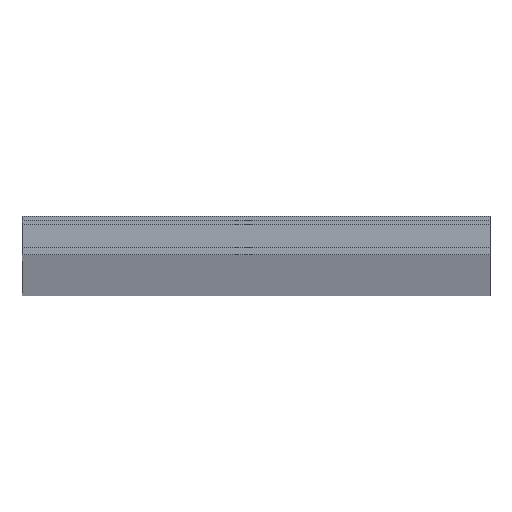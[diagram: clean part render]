
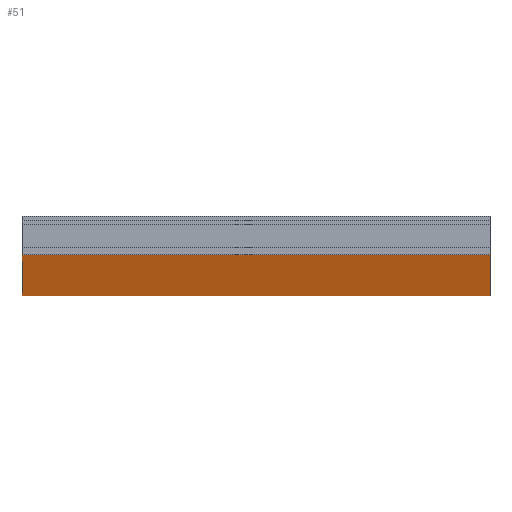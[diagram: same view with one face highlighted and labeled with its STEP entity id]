
A CAD part, top view. The second image highlights one B-rep face of the part: STEP entity #51.
In plain terms, the highlighted planar face has unit normal (0, -1, 0).
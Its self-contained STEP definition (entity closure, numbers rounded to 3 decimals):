
#2 = VERTEX_POINT ( 'NONE', #294 ) ;
#4 = ORIENTED_EDGE ( 'NONE', *, *, #20, .F. ) ;
#5 = EDGE_CURVE ( 'NONE', #23, #2, #249, .T. ) ;
#7 = ORIENTED_EDGE ( 'NONE', *, *, #5, .F. ) ;
#20 = EDGE_CURVE ( 'NONE', #29, #23, #238, .T. ) ;
#23 = VERTEX_POINT ( 'NONE', #282 ) ;
#29 = VERTEX_POINT ( 'NONE', #333 ) ;
#39 = EDGE_CURVE ( 'NONE', #40, #2, #317, .T. ) ;
#40 = VERTEX_POINT ( 'NONE', #329 ) ;
#41 = ORIENTED_EDGE ( 'NONE', *, *, #42, .T. ) ;
#42 = EDGE_CURVE ( 'NONE', #29, #40, #328, .T. ) ;
#44 = EDGE_LOOP ( 'NONE', ( #7, #4, #41, #49 ) ) ;
#49 = ORIENTED_EDGE ( 'NONE', *, *, #39, .T. ) ;
#51 = ADVANCED_FACE ( 'NONE', ( #352 ), #385, .T. ) ;
#235 = DIRECTION ( 'NONE',  ( 0., 0., 1. ) ) ;
#236 = VECTOR ( 'NONE', #235, 1000. ) ;
#237 = CARTESIAN_POINT ( 'NONE',  ( -10., 0., -1000. ) ) ;
#238 = LINE ( 'NONE', #237, #236 ) ;
#249 = LINE ( 'NONE', #276, #275 ) ;
#274 = DIRECTION ( 'NONE',  ( 1., 0., 0. ) ) ;
#275 = VECTOR ( 'NONE', #274, 1000. ) ;
#276 = CARTESIAN_POINT ( 'NONE',  ( -10., 0., 0. ) ) ;
#282 = CARTESIAN_POINT ( 'NONE',  ( -10., 0., 0. ) ) ;
#294 = CARTESIAN_POINT ( 'NONE',  ( 10., 0., 0. ) ) ;
#316 = CARTESIAN_POINT ( 'NONE',  ( 10., 0., -1000. ) ) ;
#317 = LINE ( 'NONE', #316, #331 ) ;
#325 = DIRECTION ( 'NONE',  ( 1., 0., 0. ) ) ;
#326 = VECTOR ( 'NONE', #325, 1000. ) ;
#327 = CARTESIAN_POINT ( 'NONE',  ( -10., 0., -1000. ) ) ;
#328 = LINE ( 'NONE', #327, #326 ) ;
#329 = CARTESIAN_POINT ( 'NONE',  ( 10., 0., -1000. ) ) ;
#330 = DIRECTION ( 'NONE',  ( 0., 0., 1. ) ) ;
#331 = VECTOR ( 'NONE', #330, 1000. ) ;
#333 = CARTESIAN_POINT ( 'NONE',  ( -10., 0., -1000. ) ) ;
#352 = FACE_OUTER_BOUND ( 'NONE', #44, .T. ) ;
#381 = DIRECTION ( 'NONE',  ( 0., 0., -1. ) ) ;
#382 = DIRECTION ( 'NONE',  ( 0., -1., 0. ) ) ;
#383 = CARTESIAN_POINT ( 'NONE',  ( -10., 0., -1000. ) ) ;
#384 = AXIS2_PLACEMENT_3D ( 'NONE', #383, #382, #381 ) ;
#385 = PLANE ( 'NONE',  #384 ) ;
